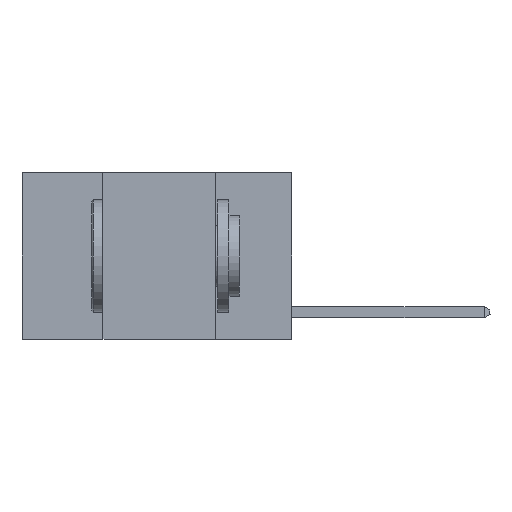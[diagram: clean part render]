
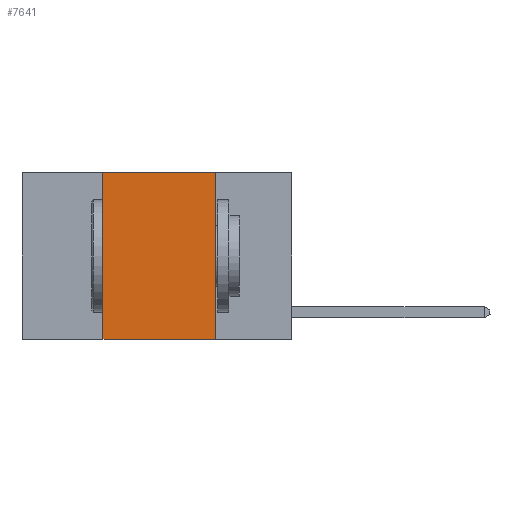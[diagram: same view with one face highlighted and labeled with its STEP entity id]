
A CAD part, left-side view. The second image highlights one B-rep face of the part: STEP entity #7641.
In plain terms, the highlighted planar face has unit normal (-1, 0, 0).
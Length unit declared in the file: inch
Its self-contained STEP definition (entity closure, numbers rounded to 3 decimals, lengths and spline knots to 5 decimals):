
#149 = CARTESIAN_POINT ( 'NONE',  ( 0., 0.17, 0. ) ) ;
#1431 = LINE ( 'NONE', #14012, #12092 ) ;
#1445 = VERTEX_POINT ( 'NONE', #13749 ) ;
#2834 = VECTOR ( 'NONE', #14728, 39.37008 ) ;
#4571 = CARTESIAN_POINT ( 'NONE',  ( 0., 0.6, 0. ) ) ;
#4828 = EDGE_CURVE ( 'NONE', #1445, #13348, #6609, .T. ) ;
#5371 = EDGE_LOOP ( 'NONE', ( #16031, #13430, #16839, #7074 ) ) ;
#6609 = LINE ( 'NONE', #8000, #2834 ) ;
#7074 = ORIENTED_EDGE ( 'NONE', *, *, #10638, .T. ) ;
#7348 = DIRECTION ( 'NONE',  ( 0., -1., 0. ) ) ;
#7486 = DIRECTION ( 'NONE',  ( 1., 0., 0. ) ) ;
#7641 = ADVANCED_FACE ( 'NONE', ( #11445 ), #15463, .F. ) ;
#8000 = CARTESIAN_POINT ( 'NONE',  ( 0., 0.42, 0. ) ) ;
#8093 = LINE ( 'NONE', #10085, #11285 ) ;
#9363 = EDGE_CURVE ( 'NONE', #13348, #10059, #8093, .T. ) ;
#10059 = VERTEX_POINT ( 'NONE', #12845 ) ;
#10085 = CARTESIAN_POINT ( 'NONE',  ( 0., 0.6, 0. ) ) ;
#10638 = EDGE_CURVE ( 'NONE', #1445, #11058, #1431, .T. ) ;
#11058 = VERTEX_POINT ( 'NONE', #15055 ) ;
#11285 = VECTOR ( 'NONE', #7348, 39.37008 ) ;
#11445 = FACE_OUTER_BOUND ( 'NONE', #5371, .T. ) ;
#12092 = VECTOR ( 'NONE', #12722, 39.37008 ) ;
#12709 = DIRECTION ( 'NONE',  ( 0., 0., -1. ) ) ;
#12722 = DIRECTION ( 'NONE',  ( 0., -1., 0. ) ) ;
#12845 = CARTESIAN_POINT ( 'NONE',  ( 0., 0.17, 0. ) ) ;
#13348 = VERTEX_POINT ( 'NONE', #14303 ) ;
#13430 = ORIENTED_EDGE ( 'NONE', *, *, #9363, .F. ) ;
#13660 = EDGE_CURVE ( 'NONE', #10059, #11058, #14856, .T. ) ;
#13749 = CARTESIAN_POINT ( 'NONE',  ( 0., 0.42, -0.37 ) ) ;
#14012 = CARTESIAN_POINT ( 'NONE',  ( 0., 0.6, -0.37 ) ) ;
#14303 = CARTESIAN_POINT ( 'NONE',  ( 0., 0.42, 0. ) ) ;
#14469 = VECTOR ( 'NONE', #12709, 39.37008 ) ;
#14728 = DIRECTION ( 'NONE',  ( 0., 0., 1. ) ) ;
#14856 = LINE ( 'NONE', #149, #14469 ) ;
#15055 = CARTESIAN_POINT ( 'NONE',  ( 0., 0.17, -0.37 ) ) ;
#15463 = PLANE ( 'NONE',  #15886 ) ;
#15886 = AXIS2_PLACEMENT_3D ( 'NONE', #4571, #7486, #16759 ) ;
#16031 = ORIENTED_EDGE ( 'NONE', *, *, #13660, .F. ) ;
#16759 = DIRECTION ( 'NONE',  ( 0., 0., -1. ) ) ;
#16839 = ORIENTED_EDGE ( 'NONE', *, *, #4828, .F. ) ;
